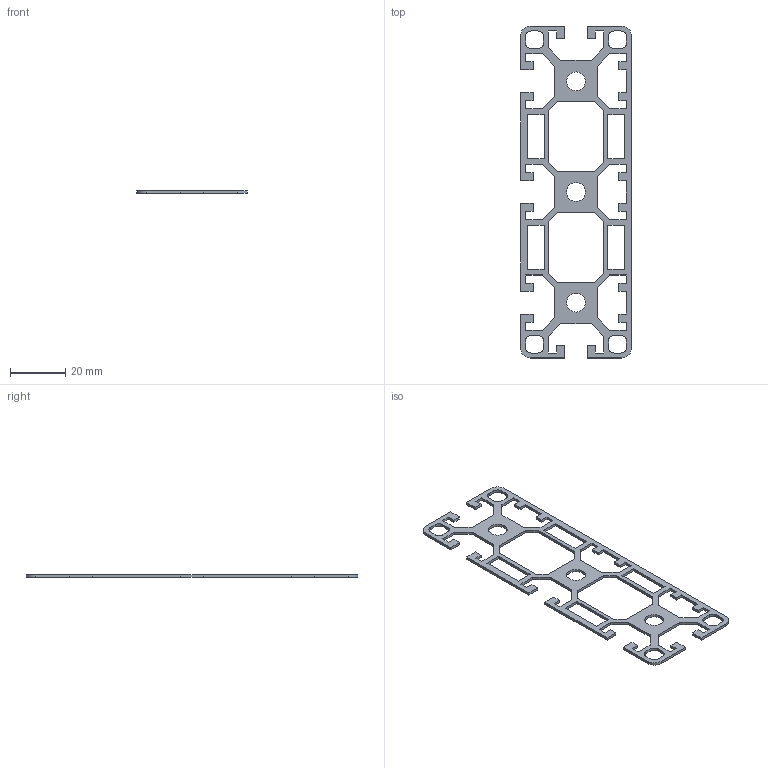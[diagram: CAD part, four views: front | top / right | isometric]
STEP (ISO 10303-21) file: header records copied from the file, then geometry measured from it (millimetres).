
FILE_DESCRIPTION(/* description */ (''),/* implementation_level */ '2;1');
FILE_NAME(/* name */ 'SP591_extern.stp',/* time_stamp */ '2022-11-08T08:46:42+01:00',/* author */ ('matthiasboeke'),/* organization */ (''),/* preprocessor_version */ 'ST-DEVELOPER v18.1',/* originating_system */ 'Autodesk Inventor 2020',/* authorisation */ '');
FILE_SCHEMA (('CONFIG_CONTROL_DESIGN'));
Length unit declared in the file: millimetre
Products named in the file (1): SP591_extern
Bounding box: 40 x 120 x 1 mm (x, y, z)
Volume: 1701.2 mm3; surface area: 4680 mm2
Topology: 1 solids, 1 shells, 189 faces, 564 edges, 377 vertices
Faces by surface type: plane 166, cylinder 23
Full cylindrical faces by diameter (mm): 6.8 x3
Entity records: 6376 total; most frequent: CARTESIAN_POINT 1131, ORIENTED_EDGE 1128, DIRECTION 993, EDGE_CURVE 564, LINE 515, VECTOR 515, VERTEX_POINT 377, AXIS2_PLACEMENT_3D 239
